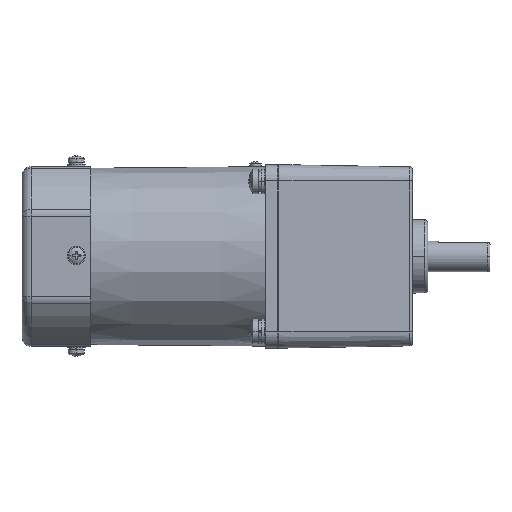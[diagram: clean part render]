
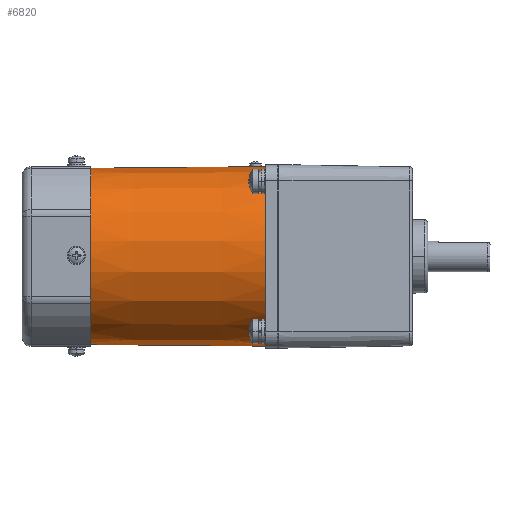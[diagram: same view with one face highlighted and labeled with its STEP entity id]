
A CAD part, front view. The second image highlights one B-rep face of the part: STEP entity #6820.
In plain terms, the highlighted conical face has half-angle 0.503 degrees and reference radius 43.236 mm.
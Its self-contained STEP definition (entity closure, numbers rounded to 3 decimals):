
#946 = DIRECTION ( 'NONE',  ( 1., 0., 0.009 ) ) ;
#1809 = EDGE_CURVE ( 'NONE', #29394, #30262, #13497, .T. ) ;
#1997 = VERTEX_POINT ( 'NONE', #14474 ) ;
#2020 = EDGE_CURVE ( 'NONE', #1997, #19468, #27204, .T. ) ;
#3460 = AXIS2_PLACEMENT_3D ( 'NONE', #4755, #14835, #24928 ) ;
#4557 = CARTESIAN_POINT ( 'NONE',  ( 2545.293, -775.157, -43.236 ) ) ;
#4755 = CARTESIAN_POINT ( 'NONE',  ( 2545.293, -775.157, 0. ) ) ;
#4984 = ORIENTED_EDGE ( 'NONE', *, *, #1809, .F. ) ;
#5284 = DIRECTION ( 'NONE',  ( 1., 0., 0. ) ) ;
#6283 = VECTOR ( 'NONE', #14643, 1000. ) ;
#6820 = ADVANCED_FACE ( 'NONE', ( #17848 ), #20278, .T. ) ;
#8238 = DIRECTION ( 'NONE',  ( -1., 0., 0. ) ) ;
#9308 = EDGE_CURVE ( 'NONE', #19468, #25234, #18059, .T. ) ;
#9808 = LINE ( 'NONE', #19877, #23499 ) ;
#10616 = EDGE_CURVE ( 'NONE', #25234, #30262, #9808, .T. ) ;
#11061 = EDGE_CURVE ( 'NONE', #1997, #29394, #17704, .T. ) ;
#11146 = CARTESIAN_POINT ( 'NONE',  ( 2622.292, -775.157, 43.912 ) ) ;
#11710 = EDGE_LOOP ( 'NONE', ( #4984, #15008, #27470, #19657, #29738 ) ) ;
#13497 = LINE ( 'NONE', #23585, #31642 ) ;
#14474 = CARTESIAN_POINT ( 'NONE',  ( 2545.293, -775.157, -43.236 ) ) ;
#14643 = DIRECTION ( 'NONE',  ( 1., 0., -0.009 ) ) ;
#14835 = DIRECTION ( 'NONE',  ( -1., 0., 0. ) ) ;
#15008 = ORIENTED_EDGE ( 'NONE', *, *, #11061, .F. ) ;
#15352 = DIRECTION ( 'NONE',  ( 0., 0., -1. ) ) ;
#15420 = CARTESIAN_POINT ( 'NONE',  ( 2632.292, -775.157, -44. ) ) ;
#17704 = CIRCLE ( 'NONE', #3460, 43.236 ) ;
#17848 = FACE_OUTER_BOUND ( 'NONE', #11710, .T. ) ;
#18059 = CIRCLE ( 'NONE', #22297, 44. ) ;
#18309 = DIRECTION ( 'NONE',  ( 0., 0., -1. ) ) ;
#19147 = CARTESIAN_POINT ( 'NONE',  ( 2632.292, -775.157, 44. ) ) ;
#19468 = VERTEX_POINT ( 'NONE', #15420 ) ;
#19657 = ORIENTED_EDGE ( 'NONE', *, *, #9308, .T. ) ;
#19755 = AXIS2_PLACEMENT_3D ( 'NONE', #27953, #5284, #15352 ) ;
#19877 = CARTESIAN_POINT ( 'NONE',  ( -2380.797, -775.157, 0. ) ) ;
#20278 = CONICAL_SURFACE ( 'NONE', #19755, 43.236, 0.009 ) ;
#22297 = AXIS2_PLACEMENT_3D ( 'NONE', #30888, #8238, #18309 ) ;
#23499 = VECTOR ( 'NONE', #29987, 1000. ) ;
#23585 = CARTESIAN_POINT ( 'NONE',  ( 2545.293, -775.157, 43.236 ) ) ;
#24928 = DIRECTION ( 'NONE',  ( 0., 0., 1. ) ) ;
#25234 = VERTEX_POINT ( 'NONE', #19147 ) ;
#27204 = LINE ( 'NONE', #4557, #6283 ) ;
#27470 = ORIENTED_EDGE ( 'NONE', *, *, #2020, .T. ) ;
#27953 = CARTESIAN_POINT ( 'NONE',  ( 2545.293, -775.157, 0. ) ) ;
#29394 = VERTEX_POINT ( 'NONE', #30963 ) ;
#29738 = ORIENTED_EDGE ( 'NONE', *, *, #10616, .T. ) ;
#29987 = DIRECTION ( 'NONE',  ( -1., 0., -0.009 ) ) ;
#30262 = VERTEX_POINT ( 'NONE', #11146 ) ;
#30888 = CARTESIAN_POINT ( 'NONE',  ( 2632.292, -775.157, 0. ) ) ;
#30963 = CARTESIAN_POINT ( 'NONE',  ( 2545.293, -775.157, 43.236 ) ) ;
#31642 = VECTOR ( 'NONE', #946, 1000. ) ;
